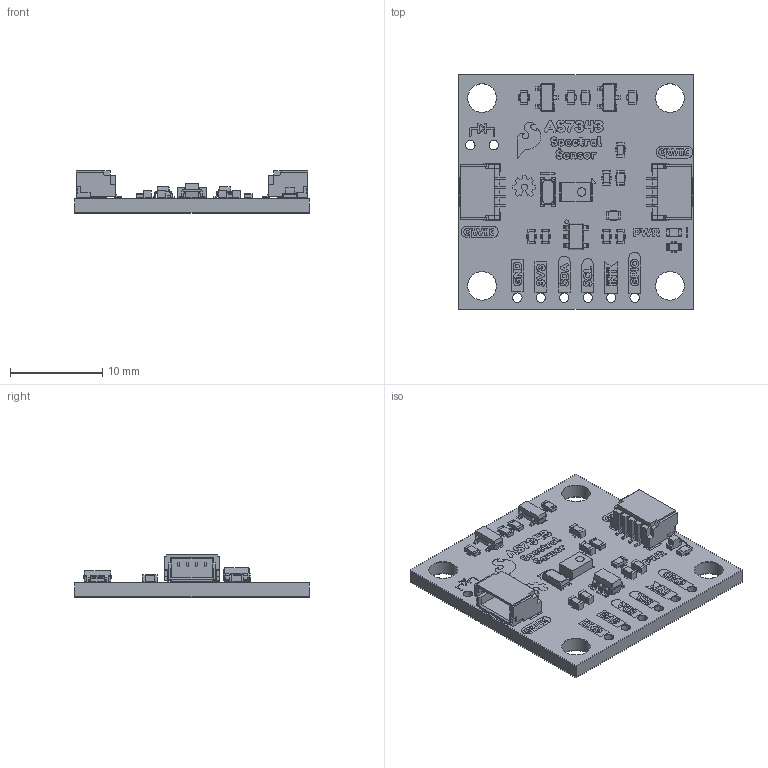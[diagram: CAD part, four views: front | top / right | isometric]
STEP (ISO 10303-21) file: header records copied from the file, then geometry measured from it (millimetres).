
FILE_DESCRIPTION(('KiCad electronic assembly'),'2;1');
FILE_NAME('SparkFun_AS7343_Qwiic.step','2025-04-03T13:49:14',('Pcbnew'), ('Kicad'),'Open CASCADE STEP processor 7.8','KiCad to STEP converter', 'Unknown');
FILE_SCHEMA(('AUTOMOTIVE_DESIGN { 1 0 10303 214 1 1 1 1 }'));
Length unit declared in the file: millimetre
Products named in the file (12): SparkFun_AS7343_Qwiic 1; C_0603_1608Metric; R_0603_1608Metric; LUXEON_3014; LED_0603_1608Metric_Red; SOT-23-5; Qwiic-Horizontal; AS7343_OLGA8; SOT-23; SparkFun_AS7343_Qwiic_silkscreen; SparkFun_AS7343_Qwiic_soldermask; SparkFun_AS7343_Qwiic_PCB
Assembly tree (24 placements, depth 2):
  SparkFun_AS7343_Qwiic 1
    C_0603_1608Metric  x6
    R_0603_1608Metric  x7
    LUXEON_3014
    LED_0603_1608Metric_Red
    SOT-23-5
    Qwiic-Horizontal  x2
    AS7343_OLGA8
    SOT-23  x2
    SparkFun_AS7343_Qwiic_silkscreen
    SparkFun_AS7343_Qwiic_soldermask
    SparkFun_AS7343_Qwiic_PCB
Bounding box: 25.4 x 25.4 x 4.62 mm (x, y, z)
Volume: 1034.9 mm3; surface area: 3369.2 mm2
Topology: 34 solids, 173 shells, 1304 faces, 7528 edges, 6440 vertices
Faces by surface type: plane 941, cylinder 280, bspline 83
Full cylindrical faces by diameter (mm): 1.016 x8, 3.1 x4
Entity records: 59071 total; most frequent: CARTESIAN_POINT 12300, DIRECTION 7958, ORIENTED_EDGE 7420, EDGE_CURVE 5936, VERTEX_POINT 5404, LINE 5130, VECTOR 5130, AXIS2_PLACEMENT_3D 1414
